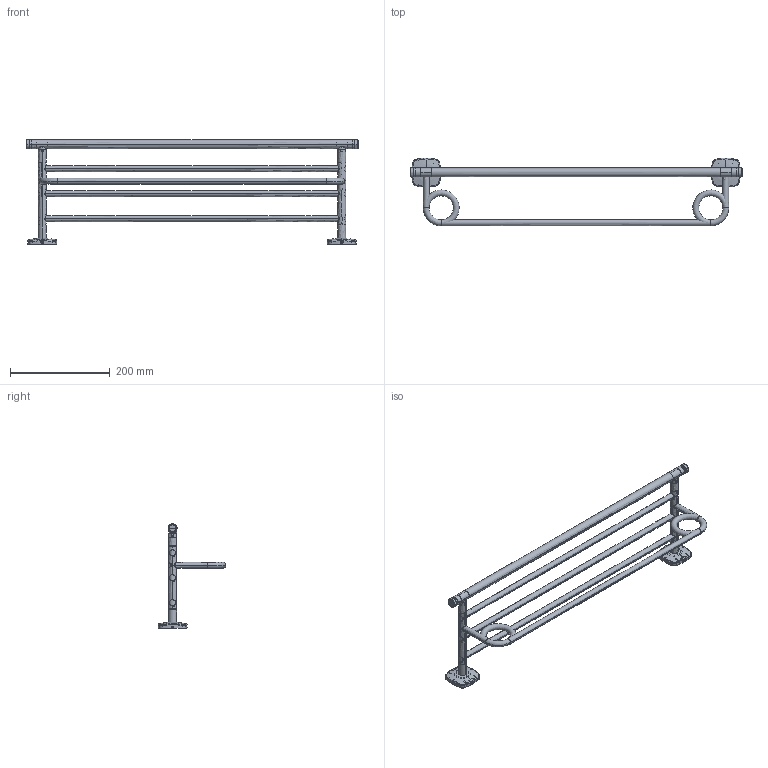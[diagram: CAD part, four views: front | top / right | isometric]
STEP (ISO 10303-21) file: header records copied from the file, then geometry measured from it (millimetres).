
FILE_DESCRIPTION((''),'2;1');
FILE_NAME('D0180532_ASM','2020-10-15T',('fpd05'),(''),'CREO PARAMETRIC BY PTC INC, 2015480','CREO PARAMETRIC BY PTC INC, 2015480','');
FILE_SCHEMA(('CONFIG_CONTROL_DESIGN'));
Products named in the file (14): 82D0280532; 83D0280532; 80D0380530; 80D0180532; 81D0180532; 85D0280532; 8SD98X53X05; 80D0280532; 82D0180532; 83D0180532; 91D97012; 8NM5; 84D0180532; D0180532_ASM
Assembly tree (23 placements, depth 2):
  D0180532_ASM
    82D0280532
    83D0280532  x2
    80D0380530  x2
    80D0180532
    81D0180532
    85D0280532  x3
    8SD98X53X05  x2
    80D0280532  x2
    82D0180532
    83D0180532  x2
    91D97012  x2
    8NM5  x2
    84D0180532  x2
Bounding box: 665 x 136 x 209 mm (x, y, z)
Surface area: 366242.8 mm2 (no closed solid volume)
Topology: 0 solids, 0 shells, 1392 faces, 7448 edges, 7388 vertices
Faces by surface type: bspline 1292, torus 64, sphere 36
Entity records: 85428 total; most frequent: CARTESIAN_POINT 54393, DIRECTION 4324, DEFINITIONAL_REPRESENTATION 3794, PCURVE 3794, COMPOSITE_CURVE_SEGMENT 3794, TRIMMED_CURVE 3539, VECTOR 2936, LINE 2936
